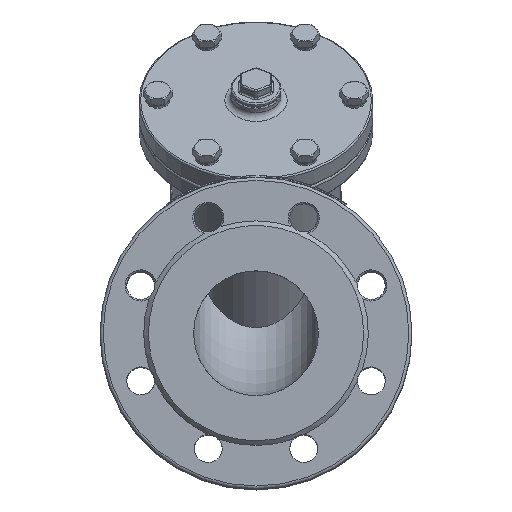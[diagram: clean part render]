
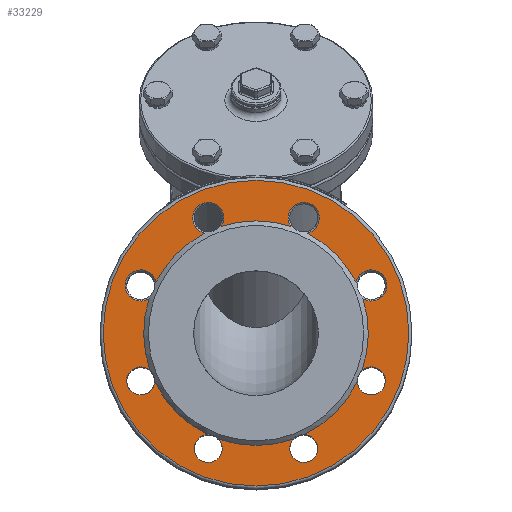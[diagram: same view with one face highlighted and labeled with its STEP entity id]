
A CAD part, top view. The second image highlights one B-rep face of the part: STEP entity #33229.
In plain terms, the highlighted planar face has unit normal (0, 0, 1).
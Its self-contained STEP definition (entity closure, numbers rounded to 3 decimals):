
#7395=PLANE('',#34983);
#7664=FACE_BOUND('',#11492,.T.);
#9426=FACE_OUTER_BOUND('',#11491,.T.);
#11491=EDGE_LOOP('',(#29045));
#11492=EDGE_LOOP('',(#29046,#29047,#29048,#29049,#29050,#29051,#29052,#29053,
#29054,#29055,#29056,#29057,#29058,#29059,#29060,#29061));
#12356=CIRCLE('',#34981,98.);
#12357=CIRCLE('',#34984,10.);
#12358=CIRCLE('',#34985,72.);
#12359=CIRCLE('',#34986,10.);
#12360=CIRCLE('',#34987,72.);
#12361=CIRCLE('',#34988,10.);
#12362=CIRCLE('',#34989,72.);
#12363=CIRCLE('',#34990,10.);
#12364=CIRCLE('',#34991,72.);
#12365=CIRCLE('',#34992,9.);
#12366=CIRCLE('',#34993,72.);
#12367=CIRCLE('',#34994,9.);
#12368=CIRCLE('',#34995,72.);
#12369=CIRCLE('',#34996,9.);
#12370=CIRCLE('',#34997,72.);
#12371=CIRCLE('',#34998,9.);
#12372=CIRCLE('',#34999,72.);
#15412=VERTEX_POINT('',#76332);
#15413=VERTEX_POINT('',#76336);
#15414=VERTEX_POINT('',#76337);
#15415=VERTEX_POINT('',#76339);
#15416=VERTEX_POINT('',#76341);
#15417=VERTEX_POINT('',#76343);
#15418=VERTEX_POINT('',#76345);
#15419=VERTEX_POINT('',#76347);
#15420=VERTEX_POINT('',#76349);
#15421=VERTEX_POINT('',#76351);
#15422=VERTEX_POINT('',#76353);
#15423=VERTEX_POINT('',#76355);
#15424=VERTEX_POINT('',#76357);
#15425=VERTEX_POINT('',#76359);
#15426=VERTEX_POINT('',#76361);
#15427=VERTEX_POINT('',#76363);
#15428=VERTEX_POINT('',#76365);
#19991=EDGE_CURVE('',#15412,#15412,#12356,.T.);
#19992=EDGE_CURVE('',#15413,#15414,#12357,.T.);
#19993=EDGE_CURVE('',#15415,#15413,#12358,.T.);
#19994=EDGE_CURVE('',#15416,#15415,#12359,.T.);
#19995=EDGE_CURVE('',#15417,#15416,#12360,.T.);
#19996=EDGE_CURVE('',#15418,#15417,#12361,.T.);
#19997=EDGE_CURVE('',#15419,#15418,#12362,.T.);
#19998=EDGE_CURVE('',#15420,#15419,#12363,.T.);
#19999=EDGE_CURVE('',#15421,#15420,#12364,.T.);
#20000=EDGE_CURVE('',#15421,#15422,#12365,.T.);
#20001=EDGE_CURVE('',#15423,#15422,#12366,.T.);
#20002=EDGE_CURVE('',#15423,#15424,#12367,.T.);
#20003=EDGE_CURVE('',#15425,#15424,#12368,.T.);
#20004=EDGE_CURVE('',#15425,#15426,#12369,.T.);
#20005=EDGE_CURVE('',#15427,#15426,#12370,.T.);
#20006=EDGE_CURVE('',#15427,#15428,#12371,.T.);
#20007=EDGE_CURVE('',#15414,#15428,#12372,.T.);
#29045=ORIENTED_EDGE('',*,*,#19991,.F.);
#29046=ORIENTED_EDGE('',*,*,#19992,.F.);
#29047=ORIENTED_EDGE('',*,*,#19993,.F.);
#29048=ORIENTED_EDGE('',*,*,#19994,.F.);
#29049=ORIENTED_EDGE('',*,*,#19995,.F.);
#29050=ORIENTED_EDGE('',*,*,#19996,.F.);
#29051=ORIENTED_EDGE('',*,*,#19997,.F.);
#29052=ORIENTED_EDGE('',*,*,#19998,.F.);
#29053=ORIENTED_EDGE('',*,*,#19999,.F.);
#29054=ORIENTED_EDGE('',*,*,#20000,.T.);
#29055=ORIENTED_EDGE('',*,*,#20001,.F.);
#29056=ORIENTED_EDGE('',*,*,#20002,.T.);
#29057=ORIENTED_EDGE('',*,*,#20003,.F.);
#29058=ORIENTED_EDGE('',*,*,#20004,.T.);
#29059=ORIENTED_EDGE('',*,*,#20005,.F.);
#29060=ORIENTED_EDGE('',*,*,#20006,.T.);
#29061=ORIENTED_EDGE('',*,*,#20007,.F.);
#33229=ADVANCED_FACE('',(#9426,#7664),#7395,.T.);
#34981=AXIS2_PLACEMENT_3D('',#76333,#40479,#40480);
#34983=AXIS2_PLACEMENT_3D('',#76335,#40483,#40484);
#34984=AXIS2_PLACEMENT_3D('',#76338,#40485,#40486);
#34985=AXIS2_PLACEMENT_3D('',#76340,#40487,#40488);
#34986=AXIS2_PLACEMENT_3D('',#76342,#40489,#40490);
#34987=AXIS2_PLACEMENT_3D('',#76344,#40491,#40492);
#34988=AXIS2_PLACEMENT_3D('',#76346,#40493,#40494);
#34989=AXIS2_PLACEMENT_3D('',#76348,#40495,#40496);
#34990=AXIS2_PLACEMENT_3D('',#76350,#40497,#40498);
#34991=AXIS2_PLACEMENT_3D('',#76352,#40499,#40500);
#34992=AXIS2_PLACEMENT_3D('',#76354,#40501,#40502);
#34993=AXIS2_PLACEMENT_3D('',#76356,#40503,#40504);
#34994=AXIS2_PLACEMENT_3D('',#76358,#40505,#40506);
#34995=AXIS2_PLACEMENT_3D('',#76360,#40507,#40508);
#34996=AXIS2_PLACEMENT_3D('',#76362,#40509,#40510);
#34997=AXIS2_PLACEMENT_3D('',#76364,#40511,#40512);
#34998=AXIS2_PLACEMENT_3D('',#76366,#40513,#40514);
#34999=AXIS2_PLACEMENT_3D('',#76367,#40515,#40516);
#40479=DIRECTION('center_axis',(0.,0.,-1.));
#40480=DIRECTION('ref_axis',(-1.,0.,0.));
#40483=DIRECTION('center_axis',(0.,0.,1.));
#40484=DIRECTION('ref_axis',(1.,0.,0.));
#40485=DIRECTION('center_axis',(0.,0.,1.));
#40486=DIRECTION('ref_axis',(-1.,0.,0.));
#40487=DIRECTION('center_axis',(0.,0.,1.));
#40488=DIRECTION('ref_axis',(-1.,0.,0.));
#40489=DIRECTION('center_axis',(0.,0.,1.));
#40490=DIRECTION('ref_axis',(-1.,0.,0.));
#40491=DIRECTION('center_axis',(0.,0.,1.));
#40492=DIRECTION('ref_axis',(-1.,0.,0.));
#40493=DIRECTION('center_axis',(0.,0.,1.));
#40494=DIRECTION('ref_axis',(1.,0.,0.));
#40495=DIRECTION('center_axis',(0.,0.,1.));
#40496=DIRECTION('ref_axis',(-1.,0.,0.));
#40497=DIRECTION('center_axis',(0.,0.,1.));
#40498=DIRECTION('ref_axis',(1.,0.,0.));
#40499=DIRECTION('center_axis',(0.,0.,1.));
#40500=DIRECTION('ref_axis',(-1.,0.,0.));
#40501=DIRECTION('center_axis',(0.,0.,-1.));
#40502=DIRECTION('ref_axis',(-1.,0.,0.));
#40503=DIRECTION('center_axis',(0.,0.,1.));
#40504=DIRECTION('ref_axis',(-1.,0.,0.));
#40505=DIRECTION('center_axis',(0.,0.,-1.));
#40506=DIRECTION('ref_axis',(-1.,0.,0.));
#40507=DIRECTION('center_axis',(0.,0.,1.));
#40508=DIRECTION('ref_axis',(-1.,0.,0.));
#40509=DIRECTION('center_axis',(0.,0.,-1.));
#40510=DIRECTION('ref_axis',(-1.,0.,0.));
#40511=DIRECTION('center_axis',(0.,0.,1.));
#40512=DIRECTION('ref_axis',(-1.,0.,0.));
#40513=DIRECTION('center_axis',(0.,0.,-1.));
#40514=DIRECTION('ref_axis',(-1.,0.,0.));
#40515=DIRECTION('center_axis',(0.,0.,1.));
#40516=DIRECTION('ref_axis',(-1.,0.,0.));
#76332=CARTESIAN_POINT('',(98.,0.,307.));
#76333=CARTESIAN_POINT('Origin',(0.,0.,307.));
#76335=CARTESIAN_POINT('Origin',(0.,0.,
307.));
#76336=CARTESIAN_POINT('',(-64.135,32.722,307.));
#76337=CARTESIAN_POINT('',(-68.488,22.212,307.));
#76338=CARTESIAN_POINT('Origin',(-73.91,30.615,307.));
#76339=CARTESIAN_POINT('',(-32.722,64.135,307.));
#76340=CARTESIAN_POINT('Origin',(0.,0.,307.));
#76341=CARTESIAN_POINT('',(-22.212,68.488,307.));
#76342=CARTESIAN_POINT('Origin',(-30.615,73.91,307.));
#76343=CARTESIAN_POINT('',(22.212,68.488,307.));
#76344=CARTESIAN_POINT('Origin',(0.,0.,307.));
#76345=CARTESIAN_POINT('',(32.722,64.135,307.));
#76346=CARTESIAN_POINT('Origin',(30.615,73.91,307.));
#76347=CARTESIAN_POINT('',(64.135,32.722,307.));
#76348=CARTESIAN_POINT('Origin',(0.,0.,307.));
#76349=CARTESIAN_POINT('',(68.488,22.212,307.));
#76350=CARTESIAN_POINT('Origin',(73.91,30.615,307.));
#76351=CARTESIAN_POINT('',(67.917,-23.9,307.));
#76352=CARTESIAN_POINT('Origin',(0.,0.,307.));
#76353=CARTESIAN_POINT('',(64.925,-31.125,307.));
#76354=CARTESIAN_POINT('Origin',(73.91,-30.615,307.));
#76355=CARTESIAN_POINT('',(31.125,-64.925,307.));
#76356=CARTESIAN_POINT('Origin',(0.,0.,307.));
#76357=CARTESIAN_POINT('',(23.9,-67.917,307.));
#76358=CARTESIAN_POINT('Origin',(30.615,-73.91,307.));
#76359=CARTESIAN_POINT('',(-23.9,-67.917,307.));
#76360=CARTESIAN_POINT('Origin',(0.,0.,307.));
#76361=CARTESIAN_POINT('',(-31.125,-64.925,307.));
#76362=CARTESIAN_POINT('Origin',(-30.615,-73.91,307.));
#76363=CARTESIAN_POINT('',(-64.925,-31.125,307.));
#76364=CARTESIAN_POINT('Origin',(0.,0.,307.));
#76365=CARTESIAN_POINT('',(-67.917,-23.9,307.));
#76366=CARTESIAN_POINT('Origin',(-73.91,-30.615,307.));
#76367=CARTESIAN_POINT('Origin',(0.,0.,307.));
